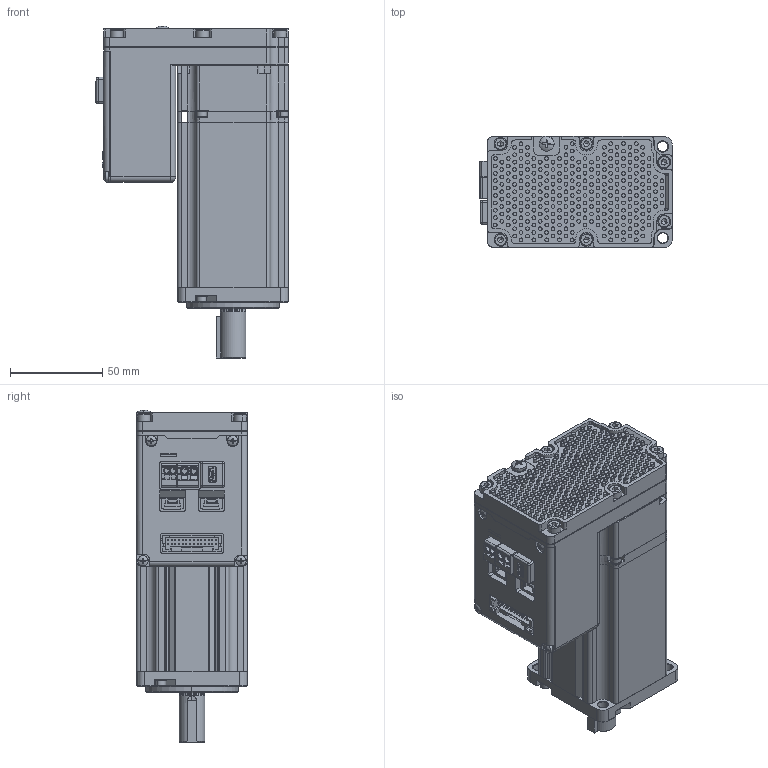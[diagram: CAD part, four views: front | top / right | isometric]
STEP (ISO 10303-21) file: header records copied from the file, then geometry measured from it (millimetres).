
FILE_DESCRIPTION (( 'STEP AP203' ), '1' );
FILE_NAME ('MDX+60-200W Fraba&棠晤 IP20 RC 湍价陬.STEP', '2023-02-28T08:02:10', ( '' ), ( '' ), 'SwSTEP 2.0', 'SolidWorks 2015', '' );
FILE_SCHEMA (( 'CONFIG_CONTROL_DESIGN' ));
Products named in the file (1): MDX+60-200W Fraba&棠晤 IP20 RC 湍价陬
Bounding box: 104.45 x 60.1 x 179.56 mm (x, y, z)
Surface area: 86248 mm2 (no closed solid volume)
Topology: 0 solids, 393 shells, 3980 faces, 11857 edges, 8506 vertices
Faces by surface type: plane 2341, cylinder 1359, bspline 91, torus 85, cone 84, sphere 20
Entity records: 135598 total; most frequent: CARTESIAN_POINT 28207, DIRECTION 22989, ORIENTED_EDGE 19615, EDGE_CURVE 11809, VERTEX_POINT 8506, VECTOR 7745, LINE 7745, AXIS2_PLACEMENT_3D 7622
